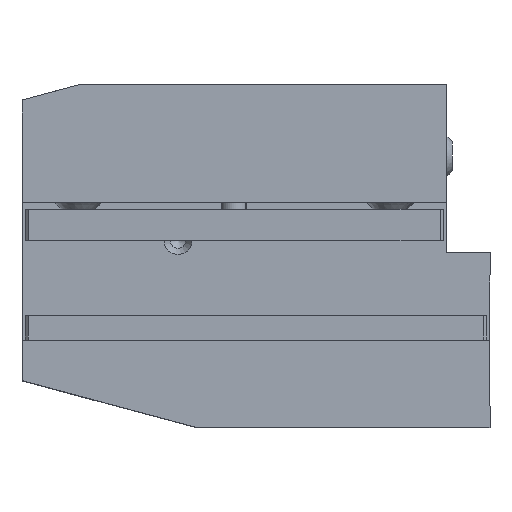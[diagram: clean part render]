
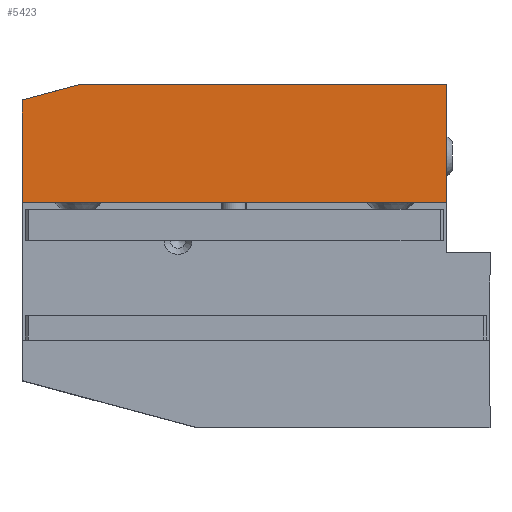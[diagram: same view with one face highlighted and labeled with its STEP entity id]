
A CAD part, top view. The second image highlights one B-rep face of the part: STEP entity #5423.
In plain terms, the highlighted planar face has unit normal (0, 0, 1).
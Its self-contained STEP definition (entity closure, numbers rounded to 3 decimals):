
#406 = DIRECTION ( 'NONE',  ( 1., 0., 0. ) ) ;
#524 = ORIENTED_EDGE ( 'NONE', *, *, #6433, .F. ) ;
#630 = ORIENTED_EDGE ( 'NONE', *, *, #8511, .T. ) ;
#684 = ORIENTED_EDGE ( 'NONE', *, *, #2654, .F. ) ;
#798 = VERTEX_POINT ( 'NONE', #1895 ) ;
#889 = VECTOR ( 'NONE', #8006, 1000. ) ;
#1003 = LINE ( 'NONE', #6371, #6998 ) ;
#1895 = CARTESIAN_POINT ( 'NONE',  ( 66.376, 19.202, 46.19 ) ) ;
#2174 = LINE ( 'NONE', #3134, #4058 ) ;
#2240 = CARTESIAN_POINT ( 'NONE',  ( -1.624, 16.702, 46.19 ) ) ;
#2301 = CARTESIAN_POINT ( 'NONE',  ( 66.376, 19.202, 46.19 ) ) ;
#2368 = PLANE ( 'NONE',  #8934 ) ;
#2654 = EDGE_CURVE ( 'NONE', #798, #9016, #4451, .T. ) ;
#3109 = VERTEX_POINT ( 'NONE', #7851 ) ;
#3134 = CARTESIAN_POINT ( 'NONE',  ( -1.624, 19.202, 46.19 ) ) ;
#3187 = CARTESIAN_POINT ( 'NONE',  ( -1.624, -35.798, 46.19 ) ) ;
#4058 = VECTOR ( 'NONE', #6381, 1000. ) ;
#4237 = ORIENTED_EDGE ( 'NONE', *, *, #8978, .T. ) ;
#4451 = LINE ( 'NONE', #2301, #889 ) ;
#4471 = VECTOR ( 'NONE', #6964, 1000. ) ;
#4652 = DIRECTION ( 'NONE',  ( -1., 0., 0. ) ) ;
#4681 = DIRECTION ( 'NONE',  ( 1., 0., 0. ) ) ;
#4712 = LINE ( 'NONE', #2240, #4471 ) ;
#5423 = ADVANCED_FACE ( 'NONE', ( #6022 ), #2368, .T. ) ;
#5510 = CARTESIAN_POINT ( 'NONE',  ( 66.376, 0.202, 46.19 ) ) ;
#6022 = FACE_OUTER_BOUND ( 'NONE', #7608, .T. ) ;
#6371 = CARTESIAN_POINT ( 'NONE',  ( -1.624, 19.202, 46.19 ) ) ;
#6381 = DIRECTION ( 'NONE',  ( 0., -1., 0. ) ) ;
#6433 = EDGE_CURVE ( 'NONE', #3109, #8172, #4712, .T. ) ;
#6601 = CARTESIAN_POINT ( 'NONE',  ( -1.624, 0.202, 46.19 ) ) ;
#6964 = DIRECTION ( 'NONE',  ( 0.966, 0.259, 0. ) ) ;
#6998 = VECTOR ( 'NONE', #4652, 1000. ) ;
#7124 = VECTOR ( 'NONE', #406, 1000. ) ;
#7608 = EDGE_LOOP ( 'NONE', ( #684, #4237, #524, #630, #8807 ) ) ;
#7851 = CARTESIAN_POINT ( 'NONE',  ( -1.624, 16.702, 46.19 ) ) ;
#8006 = DIRECTION ( 'NONE',  ( 0., -1., 0. ) ) ;
#8023 = DIRECTION ( 'NONE',  ( 0., 0., 1. ) ) ;
#8172 = VERTEX_POINT ( 'NONE', #8946 ) ;
#8396 = EDGE_CURVE ( 'NONE', #10372, #9016, #8439, .T. ) ;
#8439 = LINE ( 'NONE', #6601, #7124 ) ;
#8511 = EDGE_CURVE ( 'NONE', #3109, #10372, #2174, .T. ) ;
#8807 = ORIENTED_EDGE ( 'NONE', *, *, #8396, .T. ) ;
#8934 = AXIS2_PLACEMENT_3D ( 'NONE', #3187, #8023, #4681 ) ;
#8946 = CARTESIAN_POINT ( 'NONE',  ( 7.706, 19.202, 46.19 ) ) ;
#8978 = EDGE_CURVE ( 'NONE', #798, #8172, #1003, .T. ) ;
#9016 = VERTEX_POINT ( 'NONE', #5510 ) ;
#9572 = CARTESIAN_POINT ( 'NONE',  ( -1.624, 0.202, 46.19 ) ) ;
#10372 = VERTEX_POINT ( 'NONE', #9572 ) ;
